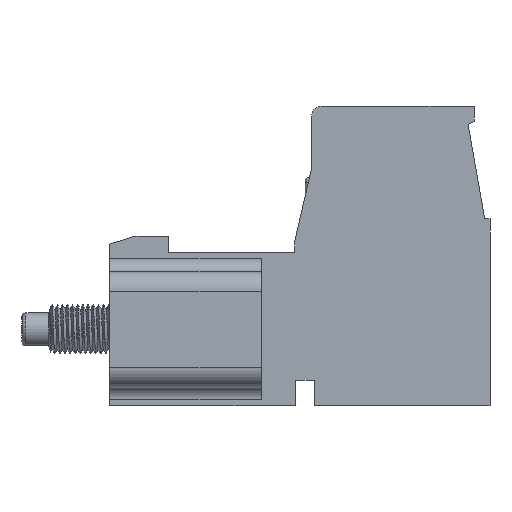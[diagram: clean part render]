
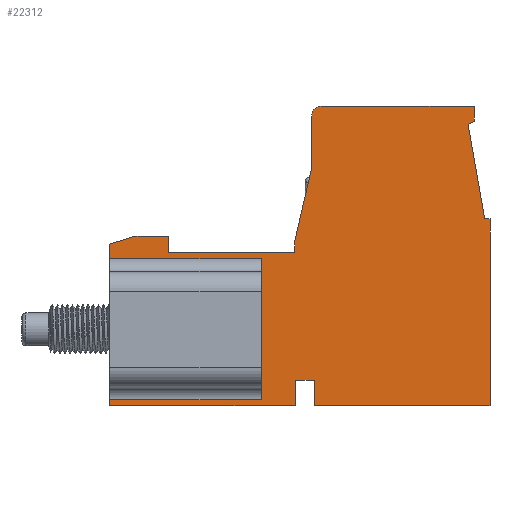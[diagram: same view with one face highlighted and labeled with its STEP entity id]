
A CAD part, left-side view. The second image highlights one B-rep face of the part: STEP entity #22312.
In plain terms, the highlighted planar face has unit normal (-1, 0, 0).
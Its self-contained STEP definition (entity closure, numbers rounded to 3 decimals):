
#7029=DIRECTION('',(0.,0.,1.));
#7030=VECTOR('',#7029,0.74);
#7031=CARTESIAN_POINT('',(0.,19.3,3.47));
#7032=LINE('',#7031,#7030);
#7033=DIRECTION('',(0.,-0.955,0.296));
#7034=VECTOR('',#7033,1.351);
#7035=CARTESIAN_POINT('',(0.,19.3,4.21));
#7036=LINE('',#7035,#7034);
#7037=DIRECTION('',(0.,1.,0.));
#7038=VECTOR('',#7037,1.7);
#7039=CARTESIAN_POINT('',(0.,16.31,4.61));
#7040=LINE('',#7039,#7038);
#7041=DIRECTION('',(0.,0.,1.));
#7042=VECTOR('',#7041,0.82);
#7043=CARTESIAN_POINT('',(0.,16.31,3.79));
#7044=LINE('',#7043,#7042);
#7045=DIRECTION('',(0.,1.,0.));
#7046=VECTOR('',#7045,6.4);
#7047=CARTESIAN_POINT('',(0.,9.91,3.79));
#7048=LINE('',#7047,#7046);
#7049=DIRECTION('',(0.,0.,-1.));
#7050=VECTOR('',#7049,0.54);
#7051=CARTESIAN_POINT('',(0.,9.91,4.33));
#7052=LINE('',#7051,#7050);
#7053=DIRECTION('',(0.,0.226,-0.974));
#7054=VECTOR('',#7053,3.808);
#7055=CARTESIAN_POINT('',(0.,9.05,8.04));
#7056=LINE('',#7055,#7054);
#7057=DIRECTION('',(0.,0.,-1.));
#7058=VECTOR('',#7057,2.67);
#7059=CARTESIAN_POINT('',(0.,9.05,10.71));
#7060=LINE('',#7059,#7058);
#7061=CARTESIAN_POINT('',(0.,8.55,10.71));
#7062=DIRECTION('',(-1.,0.,0.));
#7063=DIRECTION('',(0.,0.,1.));
#7064=AXIS2_PLACEMENT_3D('',#7061,#7062,#7063);
#7066=DIRECTION('',(0.,-1.,0.));
#7067=VECTOR('',#7066,7.75);
#7068=CARTESIAN_POINT('',(0.,8.55,11.21));
#7069=LINE('',#7068,#7067);
#7070=DIRECTION('',(0.,0.,1.));
#7071=VECTOR('',#7070,0.76);
#7072=CARTESIAN_POINT('',(0.,0.8,10.45));
#7073=LINE('',#7072,#7071);
#7074=DIRECTION('',(0.,-0.877,0.481));
#7075=VECTOR('',#7074,0.354);
#7076=CARTESIAN_POINT('',(0.,1.11,10.28));
#7077=LINE('',#7076,#7075);
#7078=DIRECTION('',(0.,0.173,0.985));
#7079=VECTOR('',#7078,4.863);
#7080=CARTESIAN_POINT('',(0.,0.27,5.49));
#7081=LINE('',#7080,#7079);
#7082=DIRECTION('',(0.,1.,0.));
#7083=VECTOR('',#7082,0.27);
#7084=CARTESIAN_POINT('',(0.,0.,5.49));
#7085=LINE('',#7084,#7083);
#7086=DIRECTION('',(0.,0.,-1.));
#7087=VECTOR('',#7086,9.48);
#7088=CARTESIAN_POINT('',(0.,0.,5.49));
#7089=LINE('',#7088,#7087);
#7090=DIRECTION('',(0.,1.,0.));
#7091=VECTOR('',#7090,8.89);
#7092=CARTESIAN_POINT('',(0.,0.,-3.99));
#7093=LINE('',#7092,#7091);
#7094=DIRECTION('',(0.,-0.023,-1.));
#7095=VECTOR('',#7094,1.3);
#7096=CARTESIAN_POINT('',(0.,8.92,-2.69));
#7097=LINE('',#7096,#7095);
#7098=DIRECTION('',(0.,-1.,0.));
#7099=VECTOR('',#7098,0.93);
#7100=CARTESIAN_POINT('',(0.,9.85,-2.69));
#7101=LINE('',#7100,#7099);
#7102=DIRECTION('',(0.,-0.023,1.));
#7103=VECTOR('',#7102,1.3);
#7104=CARTESIAN_POINT('',(0.,9.88,-3.99));
#7105=LINE('',#7104,#7103);
#7106=DIRECTION('',(0.,1.,0.));
#7107=VECTOR('',#7106,9.42);
#7108=CARTESIAN_POINT('',(0.,9.88,-3.99));
#7109=LINE('',#7108,#7107);
#7110=DIRECTION('',(0.,0.,1.));
#7111=VECTOR('',#7110,0.31);
#7112=CARTESIAN_POINT('',(0.,19.3,-3.99));
#7113=LINE('',#7112,#7111);
#7114=DIRECTION('',(0.,0.,-1.));
#7115=VECTOR('',#7114,1.761);
#7116=CARTESIAN_POINT('',(0.,11.6,0.77));
#7117=LINE('',#7116,#7115);
#7118=DIRECTION('',(0.,0.,-1.));
#7119=VECTOR('',#7118,2.7);
#7120=CARTESIAN_POINT('',(0.,11.6,3.47));
#7121=LINE('',#7120,#7119);
#7122=DIRECTION('',(0.,0.,-1.));
#7123=VECTOR('',#7122,2.69);
#7124=CARTESIAN_POINT('',(0.,11.6,-0.99));
#7125=LINE('',#7124,#7123);
#7430=DIRECTION('',(0.,-1.,0.));
#7431=VECTOR('',#7430,7.7);
#7432=CARTESIAN_POINT('',(0.,19.3,-3.68));
#7433=LINE('',#7432,#7431);
#7468=DIRECTION('',(0.,1.,0.));
#7469=VECTOR('',#7468,7.7);
#7470=CARTESIAN_POINT('',(0.,11.6,3.47));
#7471=LINE('',#7470,#7469);
#10485=CARTESIAN_POINT('',(0.,0.,-3.99));
#10486=CARTESIAN_POINT('',(0.,8.89,-3.99));
#10487=VERTEX_POINT('',#10485);
#10488=VERTEX_POINT('',#10486);
#10489=CARTESIAN_POINT('',(0.,9.88,-3.99));
#10490=CARTESIAN_POINT('',(0.,19.3,-3.99));
#10491=VERTEX_POINT('',#10489);
#10492=VERTEX_POINT('',#10490);
#10493=CARTESIAN_POINT('',(0.,8.55,11.21));
#10494=CARTESIAN_POINT('',(0.,0.8,11.21));
#10495=VERTEX_POINT('',#10493);
#10496=VERTEX_POINT('',#10494);
#10497=CARTESIAN_POINT('',(0.,0.,5.49));
#10498=VERTEX_POINT('',#10497);
#10499=CARTESIAN_POINT('',(0.,0.27,5.49));
#10500=VERTEX_POINT('',#10499);
#10501=CARTESIAN_POINT('',(0.,1.11,10.28));
#10502=VERTEX_POINT('',#10501);
#10503=CARTESIAN_POINT('',(0.,0.8,10.45));
#10504=VERTEX_POINT('',#10503);
#10505=CARTESIAN_POINT('',(0.,9.05,10.71));
#10506=CARTESIAN_POINT('',(0.,9.05,8.04));
#10507=VERTEX_POINT('',#10505);
#10508=VERTEX_POINT('',#10506);
#10509=CARTESIAN_POINT('',(0.,9.91,4.33));
#10510=VERTEX_POINT('',#10509);
#10511=CARTESIAN_POINT('',(0.,9.91,3.79));
#10512=VERTEX_POINT('',#10511);
#10513=CARTESIAN_POINT('',(0.,16.31,3.79));
#10514=VERTEX_POINT('',#10513);
#10515=CARTESIAN_POINT('',(0.,16.31,4.61));
#10516=VERTEX_POINT('',#10515);
#10517=CARTESIAN_POINT('',(0.,18.01,4.61));
#10518=VERTEX_POINT('',#10517);
#10519=CARTESIAN_POINT('',(0.,9.85,-2.69));
#10520=VERTEX_POINT('',#10519);
#10521=CARTESIAN_POINT('',(0.,8.92,-2.69));
#10522=VERTEX_POINT('',#10521);
#10523=CARTESIAN_POINT('',(0.,19.3,4.21));
#10524=VERTEX_POINT('',#10523);
#10525=CARTESIAN_POINT('',(0.,11.6,3.47));
#10526=CARTESIAN_POINT('',(0.,11.6,0.77));
#10527=VERTEX_POINT('',#10525);
#10528=VERTEX_POINT('',#10526);
#10529=CARTESIAN_POINT('',(0.,11.6,-0.99));
#10530=CARTESIAN_POINT('',(0.,11.6,-3.68));
#10531=VERTEX_POINT('',#10529);
#10532=VERTEX_POINT('',#10530);
#10553=CARTESIAN_POINT('',(0.,19.3,-3.68));
#10554=VERTEX_POINT('',#10553);
#10555=CARTESIAN_POINT('',(0.,19.3,3.47));
#10556=VERTEX_POINT('',#10555);
#22266=CARTESIAN_POINT('',(0.,23.812,-9.81));
#22267=DIRECTION('',(-1.,0.,0.));
#22268=DIRECTION('',(0.,-1.,0.));
#22269=AXIS2_PLACEMENT_3D('',#22266,#22267,#22268);
#22270=PLANE('',#22269);
#22272=ORIENTED_EDGE('',*,*,#22271,.F.);
#22274=ORIENTED_EDGE('',*,*,#22273,.T.);
#22275=ORIENTED_EDGE('',*,*,#12469,.T.);
#22276=ORIENTED_EDGE('',*,*,#16462,.T.);
#22277=ORIENTED_EDGE('',*,*,#16558,.F.);
#22278=ORIENTED_EDGE('',*,*,#22261,.F.);
#22279=ORIENTED_EDGE('',*,*,#22248,.F.);
#22280=ORIENTED_EDGE('',*,*,#22234,.F.);
#22281=ORIENTED_EDGE('',*,*,#21878,.F.);
#22282=ORIENTED_EDGE('',*,*,#21864,.F.);
#22283=ORIENTED_EDGE('',*,*,#21850,.F.);
#22284=ORIENTED_EDGE('',*,*,#17662,.T.);
#22286=ORIENTED_EDGE('',*,*,#22285,.F.);
#22288=ORIENTED_EDGE('',*,*,#22287,.F.);
#22290=ORIENTED_EDGE('',*,*,#22289,.F.);
#22292=ORIENTED_EDGE('',*,*,#22291,.F.);
#22294=ORIENTED_EDGE('',*,*,#22293,.T.);
#22295=ORIENTED_EDGE('',*,*,#17363,.T.);
#22297=ORIENTED_EDGE('',*,*,#22296,.F.);
#22299=ORIENTED_EDGE('',*,*,#22298,.F.);
#22301=ORIENTED_EDGE('',*,*,#22300,.F.);
#22302=ORIENTED_EDGE('',*,*,#17437,.T.);
#22303=ORIENTED_EDGE('',*,*,#12485,.T.);
#22305=ORIENTED_EDGE('',*,*,#22304,.T.);
#22307=ORIENTED_EDGE('',*,*,#22306,.F.);
#22309=ORIENTED_EDGE('',*,*,#22308,.F.);
#22310=EDGE_LOOP('',(#22272,#22274,#22275,#22276,#22277,#22278,#22279,#22280,
#22281,#22282,#22283,#22284,#22286,#22288,#22290,#22292,#22294,#22295,#22297,
#22299,#22301,#22302,#22303,#22305,#22307,#22309));
#22311=FACE_OUTER_BOUND('',#22310,.F.);
#22312=ADVANCED_FACE('',(#22311),#22270,.T.);
#7065=CIRCLE('',#7064,0.5);
#12469=EDGE_CURVE('',#10556,#10524,#7032,.T.);
#12485=EDGE_CURVE('',#10492,#10554,#7113,.T.);
#16462=EDGE_CURVE('',#10524,#10518,#7036,.T.);
#16558=EDGE_CURVE('',#10516,#10518,#7040,.T.);
#17363=EDGE_CURVE('',#10487,#10488,#7093,.T.);
#17437=EDGE_CURVE('',#10491,#10492,#7109,.T.);
#17662=EDGE_CURVE('',#10495,#10496,#7069,.T.);
#21850=EDGE_CURVE('',#10495,#10507,#7065,.T.);
#21864=EDGE_CURVE('',#10507,#10508,#7060,.T.);
#21878=EDGE_CURVE('',#10508,#10510,#7056,.T.);
#22234=EDGE_CURVE('',#10510,#10512,#7052,.T.);
#22248=EDGE_CURVE('',#10512,#10514,#7048,.T.);
#22261=EDGE_CURVE('',#10514,#10516,#7044,.T.);
#22271=EDGE_CURVE('',#10527,#10528,#7121,.T.);
#22273=EDGE_CURVE('',#10527,#10556,#7471,.T.);
#22285=EDGE_CURVE('',#10504,#10496,#7073,.T.);
#22287=EDGE_CURVE('',#10502,#10504,#7077,.T.);
#22289=EDGE_CURVE('',#10500,#10502,#7081,.T.);
#22291=EDGE_CURVE('',#10498,#10500,#7085,.T.);
#22293=EDGE_CURVE('',#10498,#10487,#7089,.T.);
#22296=EDGE_CURVE('',#10522,#10488,#7097,.T.);
#22298=EDGE_CURVE('',#10520,#10522,#7101,.T.);
#22300=EDGE_CURVE('',#10491,#10520,#7105,.T.);
#22304=EDGE_CURVE('',#10554,#10532,#7433,.T.);
#22306=EDGE_CURVE('',#10531,#10532,#7125,.T.);
#22308=EDGE_CURVE('',#10528,#10531,#7117,.T.);
